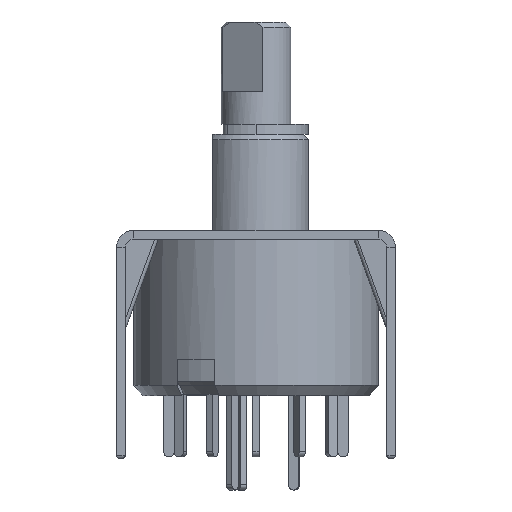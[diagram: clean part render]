
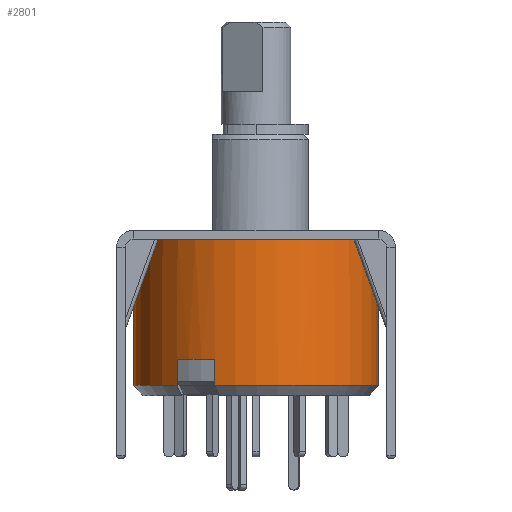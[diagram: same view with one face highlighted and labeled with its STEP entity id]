
A CAD part, front view. The second image highlights one B-rep face of the part: STEP entity #2801.
In plain terms, the highlighted cylindrical face has radius 7 mm (diameter 14 mm), a partial arc.
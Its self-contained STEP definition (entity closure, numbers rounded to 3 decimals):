
#932 = VECTOR ( 'NONE', #14159, 1000. ) ;
#2352 = CARTESIAN_POINT ( 'NONE',  ( 0., 0., -5.9 ) ) ;
#2801 = ADVANCED_FACE ( 'NONE', ( #10143 ), #3226, .T. ) ;
#3029 = DIRECTION ( 'NONE',  ( 0., 0., -1. ) ) ;
#3102 = CARTESIAN_POINT ( 'NONE',  ( -2.361, -6.59, -5.9 ) ) ;
#3219 = CARTESIAN_POINT ( 'NONE',  ( 0., 0., 9. ) ) ;
#3226 = CYLINDRICAL_SURFACE ( 'NONE', #8787, 7. ) ;
#3428 = DIRECTION ( 'NONE',  ( -1., 0., 0. ) ) ;
#3468 = ORIENTED_EDGE ( 'NONE', *, *, #9681, .F. ) ;
#3547 = LINE ( 'NONE', #12848, #4297 ) ;
#3981 = ORIENTED_EDGE ( 'NONE', *, *, #5650, .T. ) ;
#4297 = VECTOR ( 'NONE', #11719, 1000. ) ;
#4319 = CARTESIAN_POINT ( 'NONE',  ( 0., 0., 0.95 ) ) ;
#4400 = DIRECTION ( 'NONE',  ( -1., 0., 0. ) ) ;
#4829 = CARTESIAN_POINT ( 'NONE',  ( -2.361, -6.59, 9. ) ) ;
#5332 = CARTESIAN_POINT ( 'NONE',  ( -2.361, -6.59, -7.4 ) ) ;
#5450 = CARTESIAN_POINT ( 'NONE',  ( 0., 0., -7.4 ) ) ;
#5621 = VERTEX_POINT ( 'NONE', #6124 ) ;
#5650 = EDGE_CURVE ( 'NONE', #5621, #6406, #11878, .T. ) ;
#5655 = ORIENTED_EDGE ( 'NONE', *, *, #8633, .T. ) ;
#5729 = CARTESIAN_POINT ( 'NONE',  ( 7., 0., 0.95 ) ) ;
#5989 = VECTOR ( 'NONE', #7440, 1000. ) ;
#6004 = VERTEX_POINT ( 'NONE', #7760 ) ;
#6019 = VERTEX_POINT ( 'NONE', #5332 ) ;
#6124 = CARTESIAN_POINT ( 'NONE',  ( -4.526, -5.34, -5.9 ) ) ;
#6406 = VERTEX_POINT ( 'NONE', #3102 ) ;
#6673 = EDGE_CURVE ( 'NONE', #9603, #6004, #12432, .T. ) ;
#6719 = CARTESIAN_POINT ( 'NONE',  ( -7., 0., 0.95 ) ) ;
#6821 = DIRECTION ( 'NONE',  ( 0., 0., 1. ) ) ;
#7024 = ORIENTED_EDGE ( 'NONE', *, *, #6673, .F. ) ;
#7086 = LINE ( 'NONE', #8566, #5989 ) ;
#7440 = DIRECTION ( 'NONE',  ( 0., 0., -1. ) ) ;
#7523 = DIRECTION ( 'NONE',  ( 1., 0., 0. ) ) ;
#7673 = CIRCLE ( 'NONE', #11478, 7. ) ;
#7760 = CARTESIAN_POINT ( 'NONE',  ( -7., 0., -7.4 ) ) ;
#7827 = DIRECTION ( 'NONE',  ( 0., 0., -1. ) ) ;
#7851 = EDGE_CURVE ( 'NONE', #9210, #6019, #7673, .T. ) ;
#7932 = DIRECTION ( 'NONE',  ( -1., 0., 0. ) ) ;
#8167 = ORIENTED_EDGE ( 'NONE', *, *, #13976, .T. ) ;
#8199 = EDGE_LOOP ( 'NONE', ( #3468, #10342, #8167, #7024, #14779, #3981, #5655, #12398 ) ) ;
#8212 = VERTEX_POINT ( 'NONE', #5729 ) ;
#8376 = CIRCLE ( 'NONE', #12071, 7. ) ;
#8566 = CARTESIAN_POINT ( 'NONE',  ( -7., 0., 9. ) ) ;
#8633 = EDGE_CURVE ( 'NONE', #6406, #6019, #14007, .T. ) ;
#8787 = AXIS2_PLACEMENT_3D ( 'NONE', #3219, #13606, #4400 ) ;
#9133 = EDGE_CURVE ( 'NONE', #8212, #11546, #8376, .T. ) ;
#9210 = VERTEX_POINT ( 'NONE', #13978 ) ;
#9603 = VERTEX_POINT ( 'NONE', #11645 ) ;
#9681 = EDGE_CURVE ( 'NONE', #8212, #9210, #3547, .T. ) ;
#10143 = FACE_OUTER_BOUND ( 'NONE', #8199, .T. ) ;
#10342 = ORIENTED_EDGE ( 'NONE', *, *, #9133, .T. ) ;
#10667 = CARTESIAN_POINT ( 'NONE',  ( -4.526, -5.34, 9. ) ) ;
#10696 = DIRECTION ( 'NONE',  ( 0., 0., -1. ) ) ;
#11108 = VECTOR ( 'NONE', #10696, 1000. ) ;
#11478 = AXIS2_PLACEMENT_3D ( 'NONE', #5450, #14472, #7523 ) ;
#11546 = VERTEX_POINT ( 'NONE', #6719 ) ;
#11645 = CARTESIAN_POINT ( 'NONE',  ( -4.526, -5.34, -7.4 ) ) ;
#11719 = DIRECTION ( 'NONE',  ( 0., 0., -1. ) ) ;
#11878 = CIRCLE ( 'NONE', #15013, 7. ) ;
#12071 = AXIS2_PLACEMENT_3D ( 'NONE', #4319, #7827, #7932 ) ;
#12398 = ORIENTED_EDGE ( 'NONE', *, *, #7851, .F. ) ;
#12432 = CIRCLE ( 'NONE', #14483, 7. ) ;
#12455 = EDGE_CURVE ( 'NONE', #9603, #5621, #14026, .T. ) ;
#12848 = CARTESIAN_POINT ( 'NONE',  ( 7., 0., 9. ) ) ;
#13501 = DIRECTION ( 'NONE',  ( 1., 0., 0. ) ) ;
#13606 = DIRECTION ( 'NONE',  ( 0., 0., -1. ) ) ;
#13976 = EDGE_CURVE ( 'NONE', #11546, #6004, #7086, .T. ) ;
#13978 = CARTESIAN_POINT ( 'NONE',  ( 7., 0., -7.4 ) ) ;
#14007 = LINE ( 'NONE', #4829, #11108 ) ;
#14026 = LINE ( 'NONE', #10667, #932 ) ;
#14159 = DIRECTION ( 'NONE',  ( 0., 0., 1. ) ) ;
#14472 = DIRECTION ( 'NONE',  ( 0., 0., -1. ) ) ;
#14483 = AXIS2_PLACEMENT_3D ( 'NONE', #14552, #3029, #13501 ) ;
#14552 = CARTESIAN_POINT ( 'NONE',  ( 0., 0., -7.4 ) ) ;
#14779 = ORIENTED_EDGE ( 'NONE', *, *, #12455, .T. ) ;
#15013 = AXIS2_PLACEMENT_3D ( 'NONE', #2352, #6821, #3428 ) ;
